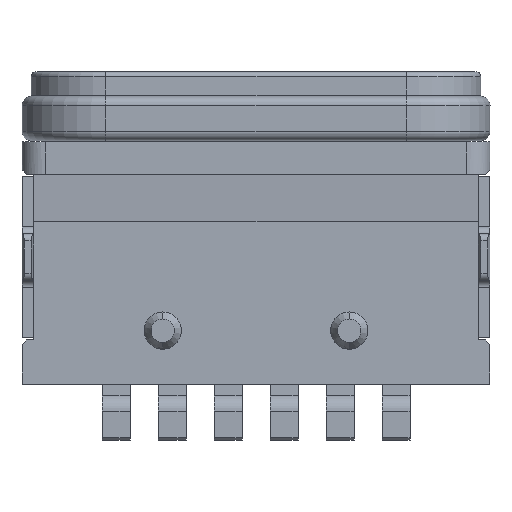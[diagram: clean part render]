
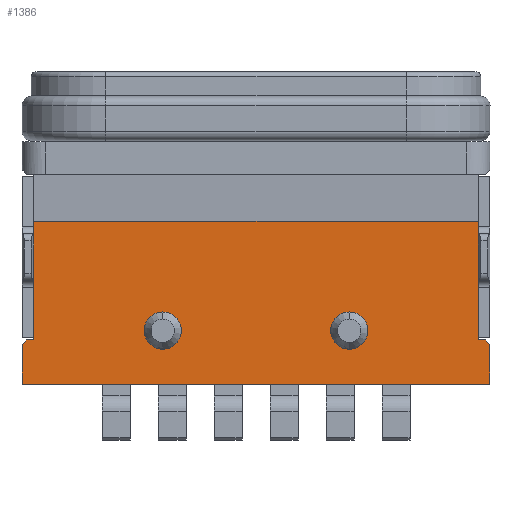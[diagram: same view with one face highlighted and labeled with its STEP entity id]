
A CAD part, front view. The second image highlights one B-rep face of the part: STEP entity #1386.
In plain terms, the highlighted planar face has unit normal (0, -1, 0).
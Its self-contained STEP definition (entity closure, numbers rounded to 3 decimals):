
#1386=ADVANCED_FACE('',(#2462,#2463,#2464),#2018,.F.);
#2018=PLANE('',#15190);
#2462=FACE_BOUND('',#2806,.T.);
#2463=FACE_BOUND('',#2807,.T.);
#2464=FACE_BOUND('',#2808,.T.);
#2806=EDGE_LOOP('',(#5204,#5205,#5206,#5207,#5208,#5209,#5210,#5211,#5212,
#5213,#5214,#5215,#5216,#5217,#5218,#5219));
#2807=EDGE_LOOP('',(#5220,#5221));
#2808=EDGE_LOOP('',(#5222,#5223));
#3550=CIRCLE('',#15173,0.4);
#3551=CIRCLE('',#15175,0.4);
#3558=CIRCLE('',#15186,0.4);
#3559=CIRCLE('',#15188,0.4);
#5204=ORIENTED_EDGE('',*,*,#9839,.T.);
#5205=ORIENTED_EDGE('',*,*,#9440,.T.);
#5206=ORIENTED_EDGE('',*,*,#10104,.T.);
#5207=ORIENTED_EDGE('',*,*,#9766,.T.);
#5208=ORIENTED_EDGE('',*,*,#10105,.T.);
#5209=ORIENTED_EDGE('',*,*,#9408,.T.);
#5210=ORIENTED_EDGE('',*,*,#9838,.T.);
#5211=ORIENTED_EDGE('',*,*,#9833,.T.);
#5212=ORIENTED_EDGE('',*,*,#9785,.T.);
#5213=ORIENTED_EDGE('',*,*,#9851,.F.);
#5214=ORIENTED_EDGE('',*,*,#9870,.T.);
#5215=ORIENTED_EDGE('',*,*,#9869,.T.);
#5216=ORIENTED_EDGE('',*,*,#9868,.T.);
#5217=ORIENTED_EDGE('',*,*,#10106,.T.);
#5218=ORIENTED_EDGE('',*,*,#9799,.T.);
#5219=ORIENTED_EDGE('',*,*,#9837,.T.);
#5220=ORIENTED_EDGE('',*,*,#10088,.T.);
#5221=ORIENTED_EDGE('',*,*,#10091,.T.);
#5222=ORIENTED_EDGE('',*,*,#10100,.T.);
#5223=ORIENTED_EDGE('',*,*,#10103,.T.);
#8005=VERTEX_POINT('',#20095);
#8006=VERTEX_POINT('',#20096);
#8032=VERTEX_POINT('',#20159);
#8033=VERTEX_POINT('',#20160);
#8247=VERTEX_POINT('',#20854);
#8249=VERTEX_POINT('',#20858);
#8264=VERTEX_POINT('',#20905);
#8265=VERTEX_POINT('',#20906);
#8275=VERTEX_POINT('',#20940);
#8276=VERTEX_POINT('',#20941);
#8300=VERTEX_POINT('',#21008);
#8301=VERTEX_POINT('',#21012);
#8308=VERTEX_POINT('',#21042);
#8320=VERTEX_POINT('',#21109);
#8321=VERTEX_POINT('',#21111);
#8322=VERTEX_POINT('',#21113);
#8442=VERTEX_POINT('',#21660);
#8443=VERTEX_POINT('',#21661);
#8450=VERTEX_POINT('',#21685);
#8451=VERTEX_POINT('',#21686);
#9408=EDGE_CURVE('',#8005,#8006,#11449,.T.);
#9440=EDGE_CURVE('',#8032,#8033,#11471,.T.);
#9766=EDGE_CURVE('',#8247,#8249,#11711,.T.);
#9785=EDGE_CURVE('',#8264,#8265,#11720,.T.);
#9799=EDGE_CURVE('',#8275,#8276,#11727,.T.);
#9833=EDGE_CURVE('',#8300,#8264,#11748,.T.);
#9837=EDGE_CURVE('',#8276,#8301,#11752,.T.);
#9838=EDGE_CURVE('',#8006,#8300,#11753,.T.);
#9839=EDGE_CURVE('',#8301,#8032,#11754,.T.);
#9851=EDGE_CURVE('',#8308,#8265,#11761,.T.);
#9868=EDGE_CURVE('',#8321,#8320,#11771,.T.);
#9869=EDGE_CURVE('',#8322,#8321,#11772,.T.);
#9870=EDGE_CURVE('',#8308,#8322,#11773,.T.);
#10088=EDGE_CURVE('',#8442,#8443,#3550,.T.);
#10091=EDGE_CURVE('',#8443,#8442,#3551,.T.);
#10100=EDGE_CURVE('',#8450,#8451,#3558,.T.);
#10103=EDGE_CURVE('',#8451,#8450,#3559,.T.);
#10104=EDGE_CURVE('',#8033,#8247,#11906,.T.);
#10105=EDGE_CURVE('',#8249,#8005,#11907,.T.);
#10106=EDGE_CURVE('',#8320,#8275,#11908,.T.);
#11449=LINE('',#20094,#13113);
#11471=LINE('',#20158,#13135);
#11711=LINE('',#20859,#13375);
#11720=LINE('',#20904,#13384);
#11727=LINE('',#20939,#13391);
#11748=LINE('',#21007,#13412);
#11752=LINE('',#21013,#13416);
#11753=LINE('',#21015,#13417);
#11754=LINE('',#21017,#13418);
#11761=LINE('',#21041,#13425);
#11771=LINE('',#21110,#13435);
#11772=LINE('',#21112,#13436);
#11773=LINE('',#21114,#13437);
#11906=LINE('',#21692,#13570);
#11907=LINE('',#21693,#13571);
#11908=LINE('',#21694,#13572);
#13113=VECTOR('',#16113,1.);
#13135=VECTOR('',#16165,1.);
#13375=VECTOR('',#16775,1.);
#13384=VECTOR('',#16812,1.);
#13391=VECTOR('',#16837,1.);
#13412=VECTOR('',#16902,1.);
#13416=VECTOR('',#16906,1.);
#13417=VECTOR('',#16909,1.);
#13418=VECTOR('',#16912,1.);
#13425=VECTOR('',#16941,1.);
#13435=VECTOR('',#16963,1.);
#13436=VECTOR('',#16964,1.);
#13437=VECTOR('',#16965,1.);
#13570=VECTOR('',#17430,1.);
#13571=VECTOR('',#17431,1.);
#13572=VECTOR('',#17432,1.);
#15173=AXIS2_PLACEMENT_3D('',#21659,#17390,#17391);
#15175=AXIS2_PLACEMENT_3D('',#21665,#17396,#17397);
#15186=AXIS2_PLACEMENT_3D('',#21684,#17420,#17421);
#15188=AXIS2_PLACEMENT_3D('',#21690,#17426,#17427);
#15190=AXIS2_PLACEMENT_3D('',#21695,#17433,#17434);
#16113=DIRECTION('',(0.,0.,-1.));
#16165=DIRECTION('',(0.,0.,1.));
#16775=DIRECTION('',(-1.,0.,0.));
#16812=DIRECTION('',(-0.707,0.,-0.707));
#16837=DIRECTION('',(-0.707,0.,0.707));
#16902=DIRECTION('',(-1.,0.,0.));
#16906=DIRECTION('',(-1.,0.,0.));
#16909=DIRECTION('',(0.,0.,-1.));
#16912=DIRECTION('',(0.,0.,1.));
#16941=DIRECTION('',(0.,0.,1.));
#16963=DIRECTION('',(1.,0.,0.));
#16964=DIRECTION('',(1.,0.,0.));
#16965=DIRECTION('',(1.,0.,0.));
#17390=DIRECTION('',(0.,1.,0.));
#17391=DIRECTION('',(1.,0.,0.));
#17396=DIRECTION('',(0.,1.,0.));
#17397=DIRECTION('',(-1.,0.,0.));
#17420=DIRECTION('',(0.,1.,0.));
#17421=DIRECTION('',(1.,0.,0.));
#17426=DIRECTION('',(0.,1.,0.));
#17427=DIRECTION('',(-1.,0.,0.));
#17430=DIRECTION('',(0.,0.,1.));
#17431=DIRECTION('',(0.,0.,-1.));
#17432=DIRECTION('',(0.,0.,1.));
#17433=DIRECTION('',(0.,1.,0.));
#17434=DIRECTION('',(-1.,0.,0.));
#20094=CARTESIAN_POINT('',(14.737,-32.397,37.187));
#20095=CARTESIAN_POINT('',(14.737,-32.397,40.49));
#20096=CARTESIAN_POINT('',(14.737,-32.397,39.492));
#20158=CARTESIAN_POINT('',(24.277,-32.397,37.187));
#20159=CARTESIAN_POINT('',(24.277,-32.397,39.492));
#20160=CARTESIAN_POINT('',(24.277,-32.397,40.49));
#20854=CARTESIAN_POINT('',(24.277,-32.397,40.767));
#20858=CARTESIAN_POINT('',(14.737,-32.397,40.767));
#20859=CARTESIAN_POINT('',(109.183,-32.397,40.767));
#20904=CARTESIAN_POINT('',(14.487,-32.397,38.117));
#20905=CARTESIAN_POINT('',(14.587,-32.397,38.217));
#20906=CARTESIAN_POINT('',(14.487,-32.397,38.117));
#20939=CARTESIAN_POINT('',(24.527,-32.397,38.117));
#20940=CARTESIAN_POINT('',(24.527,-32.397,38.117));
#20941=CARTESIAN_POINT('',(24.427,-32.397,38.217));
#21007=CARTESIAN_POINT('',(16.159,-32.397,38.217));
#21008=CARTESIAN_POINT('',(14.737,-32.397,38.217));
#21012=CARTESIAN_POINT('',(24.277,-32.397,38.217));
#21013=CARTESIAN_POINT('',(16.159,-32.397,38.217));
#21015=CARTESIAN_POINT('',(14.737,-32.397,37.187));
#21017=CARTESIAN_POINT('',(24.277,-32.397,37.187));
#21041=CARTESIAN_POINT('',(14.487,-32.397,42.673));
#21042=CARTESIAN_POINT('',(14.487,-32.397,37.267));
#21109=CARTESIAN_POINT('',(24.527,-32.397,37.267));
#21110=CARTESIAN_POINT('',(16.159,-32.397,37.267));
#21111=CARTESIAN_POINT('',(22.727,-32.397,37.267));
#21112=CARTESIAN_POINT('',(22.727,-32.397,37.267));
#21113=CARTESIAN_POINT('',(16.287,-32.397,37.267));
#21114=CARTESIAN_POINT('',(16.159,-32.397,37.267));
#21659=CARTESIAN_POINT('',(21.507,-32.397,38.417));
#21660=CARTESIAN_POINT('',(21.907,-32.397,38.417));
#21661=CARTESIAN_POINT('',(21.108,-32.397,38.417));
#21665=CARTESIAN_POINT('',(21.507,-32.397,38.417));
#21684=CARTESIAN_POINT('',(17.507,-32.397,38.417));
#21685=CARTESIAN_POINT('',(17.907,-32.397,38.417));
#21686=CARTESIAN_POINT('',(17.108,-32.397,38.417));
#21690=CARTESIAN_POINT('',(17.507,-32.397,38.417));
#21692=CARTESIAN_POINT('',(24.277,-32.397,37.187));
#21693=CARTESIAN_POINT('',(14.737,-32.397,37.187));
#21694=CARTESIAN_POINT('',(24.527,-32.397,42.851));
#21695=CARTESIAN_POINT('',(16.159,-32.397,37.187));
